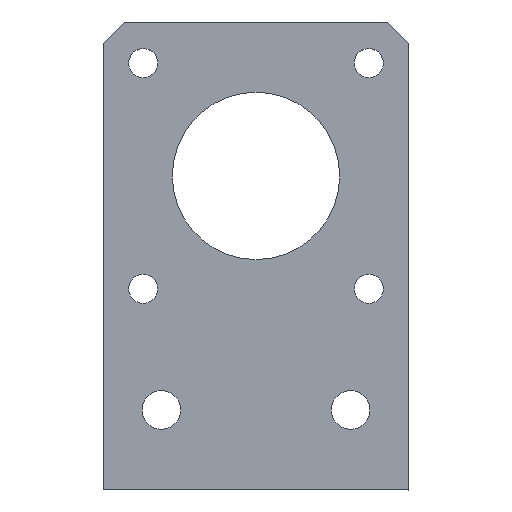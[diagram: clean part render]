
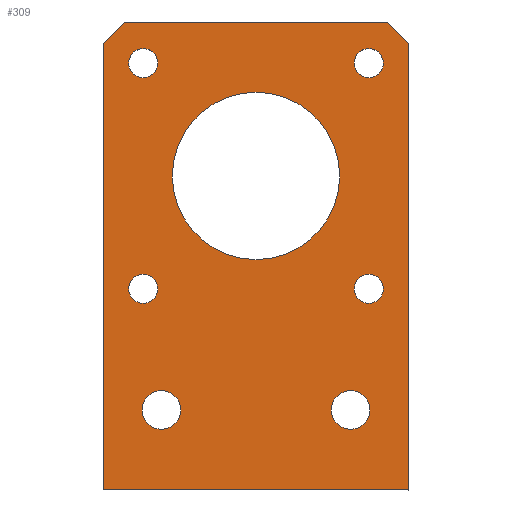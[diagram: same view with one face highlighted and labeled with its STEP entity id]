
A CAD part, top view. The second image highlights one B-rep face of the part: STEP entity #309.
In plain terms, the highlighted planar face has unit normal (0, 0, 1).
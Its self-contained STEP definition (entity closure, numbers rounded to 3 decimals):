
#29=FACE_BOUND('',#87,.T.);
#30=FACE_BOUND('',#88,.T.);
#31=FACE_BOUND('',#89,.T.);
#32=FACE_BOUND('',#90,.T.);
#33=FACE_BOUND('',#91,.T.);
#34=FACE_BOUND('',#92,.T.);
#35=FACE_BOUND('',#93,.T.);
#43=CIRCLE('',#345,11.5);
#44=CIRCLE('',#347,2.);
#45=CIRCLE('',#349,2.);
#46=CIRCLE('',#351,2.);
#47=CIRCLE('',#353,2.);
#48=CIRCLE('',#355,2.65);
#49=CIRCLE('',#357,2.65);
#64=FACE_OUTER_BOUND('',#86,.T.);
#86=EDGE_LOOP('',(#274,#275,#276,#277,#278,#279));
#87=EDGE_LOOP('',(#280));
#88=EDGE_LOOP('',(#281));
#89=EDGE_LOOP('',(#282));
#90=EDGE_LOOP('',(#283));
#91=EDGE_LOOP('',(#284));
#92=EDGE_LOOP('',(#285));
#93=EDGE_LOOP('',(#286));
#94=LINE('',#451,#119);
#100=LINE('',#462,#125);
#105=LINE('',#487,#130);
#115=LINE('',#521,#140);
#117=LINE('',#524,#142);
#118=LINE('',#526,#143);
#119=VECTOR('',#366,10.);
#125=VECTOR('',#374,10.);
#130=VECTOR('',#397,10.);
#140=VECTOR('',#437,10.);
#142=VECTOR('',#441,10.);
#143=VECTOR('',#444,10.);
#144=VERTEX_POINT('',#449);
#145=VERTEX_POINT('',#450);
#149=VERTEX_POINT('',#460);
#160=VERTEX_POINT('',#486);
#161=VERTEX_POINT('',#490);
#162=VERTEX_POINT('',#494);
#163=VERTEX_POINT('',#498);
#164=VERTEX_POINT('',#502);
#165=VERTEX_POINT('',#506);
#166=VERTEX_POINT('',#510);
#167=VERTEX_POINT('',#514);
#168=VERTEX_POINT('',#518);
#169=VERTEX_POINT('',#520);
#170=EDGE_CURVE('',#144,#145,#94,.T.);
#176=EDGE_CURVE('',#144,#149,#100,.T.);
#188=EDGE_CURVE('',#160,#149,#105,.T.);
#190=EDGE_CURVE('',#161,#161,#43,.T.);
#192=EDGE_CURVE('',#162,#162,#44,.T.);
#194=EDGE_CURVE('',#163,#163,#45,.T.);
#196=EDGE_CURVE('',#164,#164,#46,.T.);
#198=EDGE_CURVE('',#165,#165,#47,.T.);
#200=EDGE_CURVE('',#166,#166,#48,.T.);
#202=EDGE_CURVE('',#167,#167,#49,.T.);
#205=EDGE_CURVE('',#169,#168,#115,.T.);
#207=EDGE_CURVE('',#160,#169,#117,.T.);
#208=EDGE_CURVE('',#168,#145,#118,.T.);
#274=ORIENTED_EDGE('',*,*,#170,.F.);
#275=ORIENTED_EDGE('',*,*,#176,.T.);
#276=ORIENTED_EDGE('',*,*,#188,.F.);
#277=ORIENTED_EDGE('',*,*,#207,.T.);
#278=ORIENTED_EDGE('',*,*,#205,.T.);
#279=ORIENTED_EDGE('',*,*,#208,.T.);
#280=ORIENTED_EDGE('',*,*,#202,.T.);
#281=ORIENTED_EDGE('',*,*,#200,.T.);
#282=ORIENTED_EDGE('',*,*,#198,.T.);
#283=ORIENTED_EDGE('',*,*,#196,.T.);
#284=ORIENTED_EDGE('',*,*,#194,.T.);
#285=ORIENTED_EDGE('',*,*,#192,.T.);
#286=ORIENTED_EDGE('',*,*,#190,.T.);
#294=PLANE('',#361);
#309=ADVANCED_FACE('',(#64,#29,#30,#31,#32,#33,#34,#35),#294,.T.);
#345=AXIS2_PLACEMENT_3D('',#491,#401,#402);
#347=AXIS2_PLACEMENT_3D('',#495,#406,#407);
#349=AXIS2_PLACEMENT_3D('',#499,#411,#412);
#351=AXIS2_PLACEMENT_3D('',#503,#416,#417);
#353=AXIS2_PLACEMENT_3D('',#507,#421,#422);
#355=AXIS2_PLACEMENT_3D('',#511,#426,#427);
#357=AXIS2_PLACEMENT_3D('',#515,#431,#432);
#361=AXIS2_PLACEMENT_3D('',#527,#445,#446);
#366=DIRECTION('',(0.707,-0.707,0.));
#374=DIRECTION('',(-1.,0.,0.));
#397=DIRECTION('',(0.707,0.707,0.));
#401=DIRECTION('center_axis',(0.,0.,-1.));
#402=DIRECTION('ref_axis',(-1.,0.,0.));
#406=DIRECTION('center_axis',(0.,0.,-1.));
#407=DIRECTION('ref_axis',(-1.,0.,0.));
#411=DIRECTION('center_axis',(0.,0.,-1.));
#412=DIRECTION('ref_axis',(-1.,0.,0.));
#416=DIRECTION('center_axis',(0.,0.,-1.));
#417=DIRECTION('ref_axis',(-1.,0.,0.));
#421=DIRECTION('center_axis',(0.,0.,-1.));
#422=DIRECTION('ref_axis',(-1.,0.,0.));
#426=DIRECTION('center_axis',(0.,0.,-1.));
#427=DIRECTION('ref_axis',(-1.,0.,0.));
#431=DIRECTION('center_axis',(0.,0.,-1.));
#432=DIRECTION('ref_axis',(-1.,0.,0.));
#437=DIRECTION('',(1.,0.,0.));
#441=DIRECTION('',(0.,-1.,0.));
#444=DIRECTION('',(0.,1.,0.));
#445=DIRECTION('center_axis',(0.,0.,1.));
#446=DIRECTION('ref_axis',(1.,0.,0.));
#449=CARTESIAN_POINT('',(18.,53.3,2.));
#450=CARTESIAN_POINT('',(21.,50.3,2.));
#451=CARTESIAN_POINT('',(22.288,49.012,2.));
#460=CARTESIAN_POINT('',(-18.,53.3,2.));
#462=CARTESIAN_POINT('',(21.,53.3,2.));
#486=CARTESIAN_POINT('',(-21.,50.3,2.));
#487=CARTESIAN_POINT('',(-22.287,49.013,2.));
#490=CARTESIAN_POINT('',(11.5,32.15,2.));
#491=CARTESIAN_POINT('Origin',(0.,32.15,2.));
#494=CARTESIAN_POINT('',(-13.5,16.65,2.));
#495=CARTESIAN_POINT('Origin',(-15.5,16.65,2.));
#498=CARTESIAN_POINT('',(17.5,16.65,2.));
#499=CARTESIAN_POINT('Origin',(15.5,16.65,2.));
#502=CARTESIAN_POINT('',(17.5,47.65,2.));
#503=CARTESIAN_POINT('Origin',(15.5,47.65,2.));
#506=CARTESIAN_POINT('',(-13.5,47.65,2.));
#507=CARTESIAN_POINT('Origin',(-15.5,47.65,2.));
#510=CARTESIAN_POINT('',(15.65,0.,2.));
#511=CARTESIAN_POINT('Origin',(13.,0.,2.));
#514=CARTESIAN_POINT('',(-10.35,0.,2.));
#515=CARTESIAN_POINT('Origin',(-13.,0.,2.));
#518=CARTESIAN_POINT('',(21.,-11.,2.));
#520=CARTESIAN_POINT('',(-21.,-11.,2.));
#521=CARTESIAN_POINT('',(-21.,-11.,2.));
#524=CARTESIAN_POINT('',(-21.,53.3,2.));
#526=CARTESIAN_POINT('',(21.,-11.,2.));
#527=CARTESIAN_POINT('Origin',(0.,21.15,2.));
